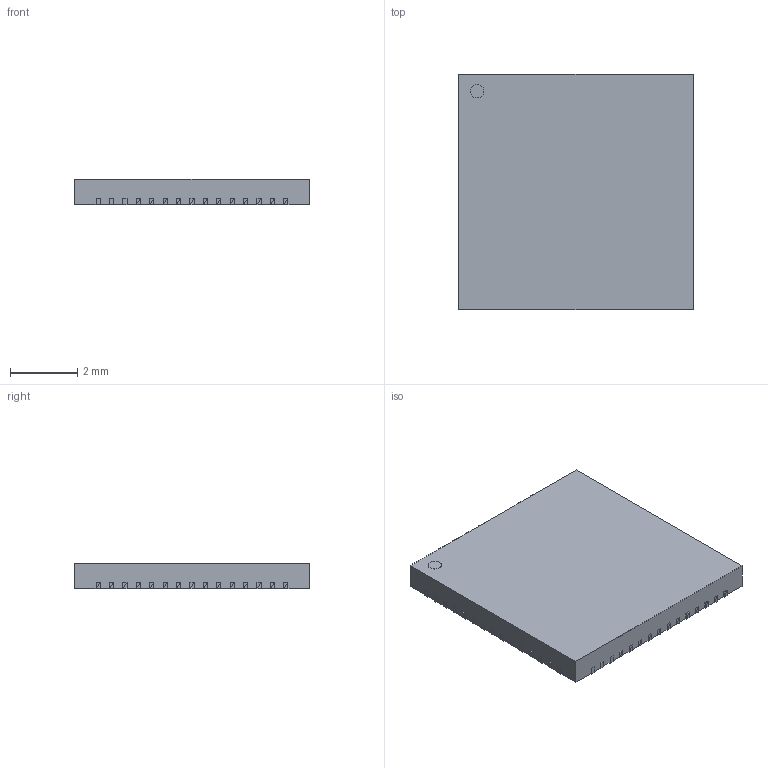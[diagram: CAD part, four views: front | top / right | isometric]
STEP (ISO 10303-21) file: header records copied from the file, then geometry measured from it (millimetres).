
FILE_DESCRIPTION(/* description */ (''),/* implementation_level */ '2;1');
FILE_NAME(/* name */ 'QFN-60-1EP_7x7mm_P0.4mm_EP3.1x3.1mm.step',/* time_stamp */ '2023-10-26T03:43:37+02:00',/* author */ (''),/* organization */ (''),/* preprocessor_version */ 'ST-DEVELOPER v20',/* originating_system */ 'Autodesk Translation Framework v12.14.0.127',/* authorisation */ '');
FILE_SCHEMA (('AUTOMOTIVE_DESIGN { 1 0 10303 214 3 1 1 }'));
Length unit declared in the file: millimetre
Products named in the file (1): (Unsaved)
Bounding box: 7.02 x 7.02 x 0.77 mm (x, y, z)
Volume: 37 mm3; surface area: 120.9 mm2
Topology: 1 solids, 1 shells, 2505 faces, 5087 edges, 2586 vertices
Faces by surface type: plane 2505
Entity records: 60893 total; most frequent: CARTESIAN_POINT 10179, ORIENTED_EDGE 10174, DIRECTION 10099, LINE 5087, VECTOR 5087, EDGE_CURVE 5087, VERTEX_POINT 2586, EDGE_LOOP 2507
